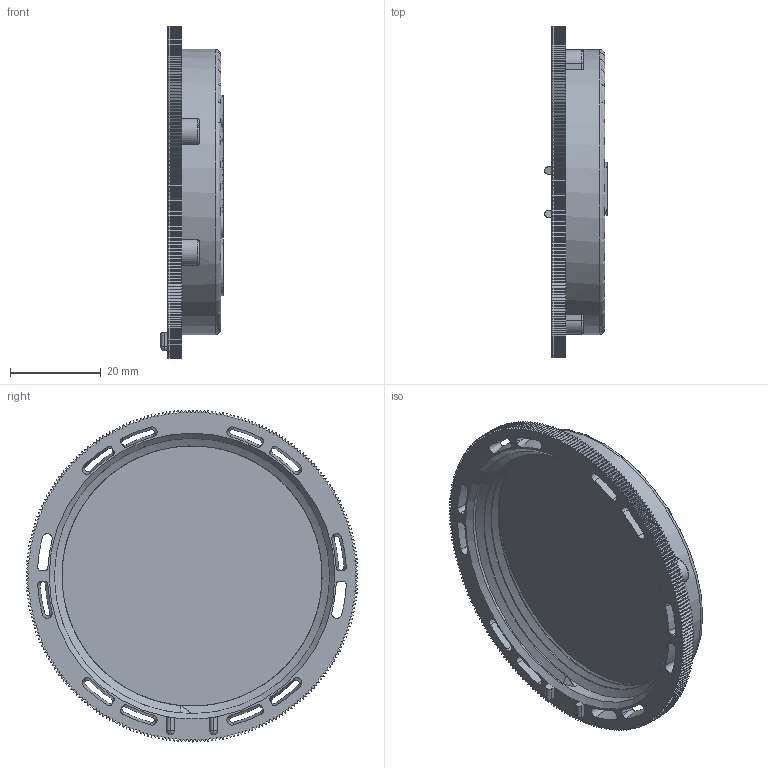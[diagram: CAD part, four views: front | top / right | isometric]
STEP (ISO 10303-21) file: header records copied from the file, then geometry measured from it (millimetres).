
FILE_DESCRIPTION(/* description */ ('2" NPT BLACK Cap'),/* implementation_level */ '2;1');
FILE_NAME(/* name */ '201FPT.stp',/* time_stamp */ '2014-10-28T07:54:12-04:00',/* author */ ('BAE'),/* organization */ (''),/* preprocessor_version */ 'ST-DEVELOPER v15.2',/* originating_system */ 'Autodesk Inventor 2014',/* authorisation */ '');
FILE_SCHEMA (('AUTOMOTIVE_DESIGN { 1 0 10303 214 3 1 1 }'));
Length unit declared in the file: inch
Products named in the file (3): 201FPTX; 202FPTG; 201FPT
Bounding box: 13.77 x 73.15 x 73.15 mm (x, y, z)
Volume: 16816.1 mm3; surface area: 19956.8 mm2
Topology: 2 solids, 2 shells, 1465 faces, 4284 edges, 2850 vertices
Faces by surface type: plane 780, cylinder 613, bspline 35, cone 31, torus 5, sphere 1
Full cylindrical faces by diameter (mm): 57.912 x1, 60.706 x3, 62.865 x1
Entity records: 51354 total; most frequent: CARTESIAN_POINT 11563, ORIENTED_EDGE 8536, DIRECTION 8288, EDGE_CURVE 4268, LINE 2842, VECTOR 2842, VERTEX_POINT 2842, AXIS2_PLACEMENT_3D 2723
